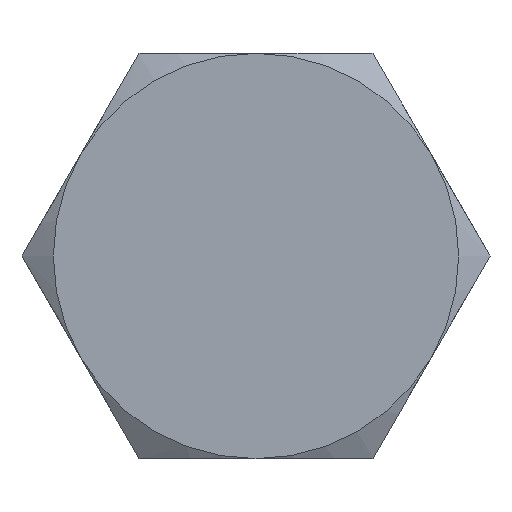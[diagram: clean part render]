
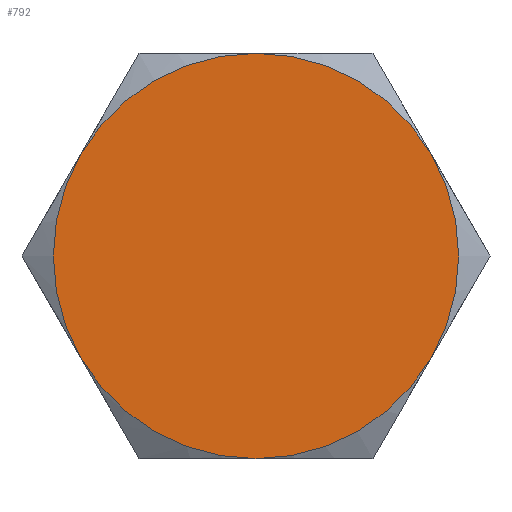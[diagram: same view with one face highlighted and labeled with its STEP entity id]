
A CAD part, left-side view. The second image highlights one B-rep face of the part: STEP entity #792.
In plain terms, the highlighted planar face has unit normal (-1, 0, 0).
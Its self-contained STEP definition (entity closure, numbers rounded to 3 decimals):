
#31 = EDGE_CURVE ( 'E30', #659, #877, #781, .T. ) ;
#44 = DIRECTION ( 'NONE',  ( 0., 0., 1. ) ) ;
#82 = CIRCLE ( 'NONE', #318, 6.5 ) ;
#95 = DIRECTION ( 'NONE',  ( -1., 0., 0. ) ) ;
#103 = DIRECTION ( 'NONE',  ( 0., 0., 1. ) ) ;
#116 = VERTEX_POINT ( 'NONE', #406 ) ;
#122 = FACE_OUTER_BOUND ( 'NONE', #173, .T. ) ;
#130 = CARTESIAN_POINT ( 'NONE',  ( -4.7, 0., 0. ) ) ;
#140 = AXIS2_PLACEMENT_3D ( 'NONE', #171, #314, #648 ) ;
#152 = ORIENTED_EDGE ( 'NONE', *, *, #823, .T. ) ;
#171 = CARTESIAN_POINT ( 'NONE',  ( -4.7, 0., 0. ) ) ;
#173 = EDGE_LOOP ( 'NONE', ( #836, #857, #507, #540, #152, #607 ) ) ;
#176 = CARTESIAN_POINT ( 'NONE',  ( -4.7, 0., 0. ) ) ;
#181 = DIRECTION ( 'NONE',  ( -1., 0., 0. ) ) ;
#189 = CARTESIAN_POINT ( 'NONE',  ( -4.7, 0., 0. ) ) ;
#193 = AXIS2_PLACEMENT_3D ( 'NONE', #357, #630, #495 ) ;
#196 = DIRECTION ( 'NONE',  ( 1., 0., 0. ) ) ;
#245 = EDGE_CURVE ( 'E37', #877, #597, #264, .T. ) ;
#258 = CARTESIAN_POINT ( 'NONE',  ( -4.7, 0., 0. ) ) ;
#264 = CIRCLE ( 'NONE', #193, 6.5 ) ;
#277 = AXIS2_PLACEMENT_3D ( 'NONE', #189, #473, #44 ) ;
#314 = DIRECTION ( 'NONE',  ( -1., 0., 0. ) ) ;
#318 = AXIS2_PLACEMENT_3D ( 'NONE', #176, #452, #103 ) ;
#357 = CARTESIAN_POINT ( 'NONE',  ( -4.7, 0., 0. ) ) ;
#379 = DIRECTION ( 'NONE',  ( 0., 0., 1. ) ) ;
#388 = CARTESIAN_POINT ( 'NONE',  ( -4.7, 5.629, -3.25 ) ) ;
#404 = CIRCLE ( 'NONE', #858, 6.5 ) ;
#406 = CARTESIAN_POINT ( 'NONE',  ( -4.7, -5.629, -3.25 ) ) ;
#452 = DIRECTION ( 'NONE',  ( -1., 0., 0. ) ) ;
#469 = CARTESIAN_POINT ( 'NONE',  ( -4.7, 5.629, 3.25 ) ) ;
#473 = DIRECTION ( 'NONE',  ( -1., 0., 0. ) ) ;
#478 = CARTESIAN_POINT ( 'NONE',  ( -4.7, -5.629, 3.25 ) ) ;
#495 = DIRECTION ( 'NONE',  ( 0., 0., 1. ) ) ;
#507 = ORIENTED_EDGE ( 'NONE', *, *, #812, .T. ) ;
#540 = ORIENTED_EDGE ( 'NONE', *, *, #663, .F. ) ;
#547 = CARTESIAN_POINT ( 'NONE',  ( -4.7, 0., -6.5 ) ) ;
#551 = EDGE_CURVE ( 'E65', #116, #659, #404, .T. ) ;
#597 = VERTEX_POINT ( 'NONE', #469 ) ;
#603 = DIRECTION ( 'NONE',  ( 0., 0., 1. ) ) ;
#607 = ORIENTED_EDGE ( 'NONE', *, *, #551, .T. ) ;
#628 = VERTEX_POINT ( 'NONE', #547 ) ;
#630 = DIRECTION ( 'NONE',  ( -1., 0., 0. ) ) ;
#648 = DIRECTION ( 'NONE',  ( 0., 0., 1. ) ) ;
#659 = VERTEX_POINT ( 'NONE', #478 ) ;
#663 = EDGE_CURVE ( 'E51', #628, #887, #669, .T. ) ;
#664 = AXIS2_PLACEMENT_3D ( 'NONE', #130, #196, #876 ) ;
#669 = CIRCLE ( 'NONE', #664, 6.5 ) ;
#723 = PLANE ( 'NONE',  #814 ) ;
#729 = CARTESIAN_POINT ( 'NONE',  ( -4.7, 0., 6.5 ) ) ;
#766 = CIRCLE ( 'NONE', #140, 6.5 ) ;
#777 = CARTESIAN_POINT ( 'NONE',  ( -4.7, 7.506, 0. ) ) ;
#781 = CIRCLE ( 'NONE', #277, 6.5 ) ;
#792 = ADVANCED_FACE ( 'E29', ( #122 ), #723, .T. ) ;
#812 = EDGE_CURVE ( 'E44', #597, #887, #766, .T. ) ;
#814 = AXIS2_PLACEMENT_3D ( 'NONE', #777, #95, #379 ) ;
#823 = EDGE_CURVE ( 'E58', #628, #116, #82, .T. ) ;
#836 = ORIENTED_EDGE ( 'NONE', *, *, #31, .T. ) ;
#857 = ORIENTED_EDGE ( 'NONE', *, *, #245, .T. ) ;
#858 = AXIS2_PLACEMENT_3D ( 'NONE', #258, #181, #603 ) ;
#876 = DIRECTION ( 'NONE',  ( 0., 0., -1. ) ) ;
#877 = VERTEX_POINT ( 'NONE', #729 ) ;
#887 = VERTEX_POINT ( 'NONE', #388 ) ;
